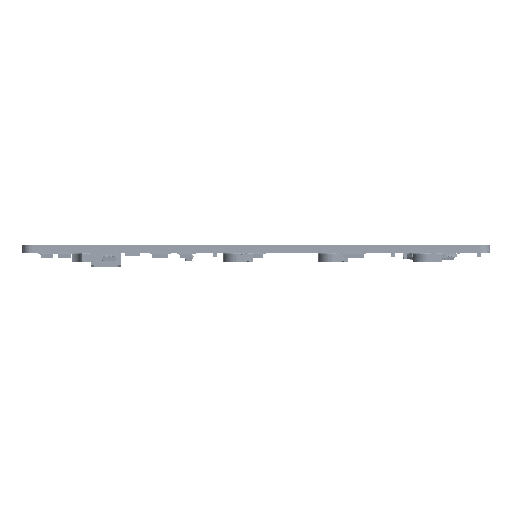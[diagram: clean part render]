
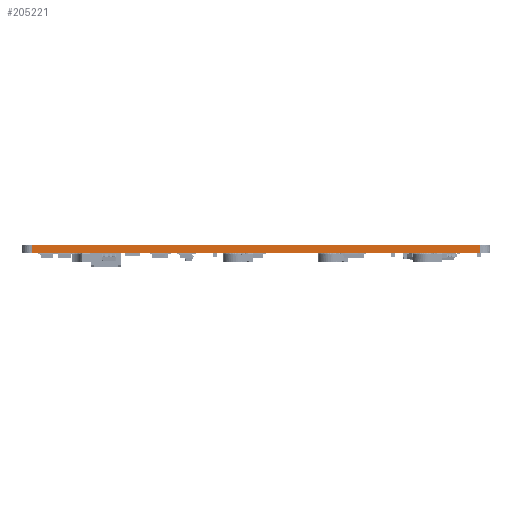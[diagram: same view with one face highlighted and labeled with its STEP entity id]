
A CAD part, left-side view. The second image highlights one B-rep face of the part: STEP entity #205221.
In plain terms, the highlighted planar face has unit normal (-1, 0, 0).
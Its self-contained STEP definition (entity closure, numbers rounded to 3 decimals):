
#180980 = PLANE('',#180981);
#180981 = AXIS2_PLACEMENT_3D('',#180982,#180983,#180984);
#180982 = CARTESIAN_POINT('',(171.875,-121.868,1.6));
#180983 = DIRECTION('',(0.,0.,1.));
#180984 = DIRECTION('',(1.,0.,-0.));
#181036 = PLANE('',#181037);
#181037 = AXIS2_PLACEMENT_3D('',#181038,#181039,#181040);
#181038 = CARTESIAN_POINT('',(171.875,-121.868,0.));
#181039 = DIRECTION('',(0.,0.,1.));
#181040 = DIRECTION('',(1.,0.,-0.));
#182461 = VERTEX_POINT('',#182462);
#182462 = CARTESIAN_POINT('',(29.53,-76.768,0.));
#182478 = SURFACE_OF_LINEAR_EXTRUSION('',#182479,#182484);
#182479 = B_SPLINE_CURVE_WITH_KNOTS('',3,(#182480,#182481,#182482,
    #182483),.UNSPECIFIED.,.F.,.F.,(4,4),(0.,1.),
  .PIECEWISE_BEZIER_KNOTS.);
#182480 = CARTESIAN_POINT('',(30.116,-75.354,0.));
#182481 = CARTESIAN_POINT('',(29.741,-75.729,0.));
#182482 = CARTESIAN_POINT('',(29.53,-76.238,0.));
#182483 = CARTESIAN_POINT('',(29.53,-76.768,0.));
#182484 = VECTOR('',#182485,1.);
#182485 = DIRECTION('',(-0.,-0.,-1.));
#182493 = EDGE_CURVE('',#182461,#182494,#182496,.T.);
#182494 = VERTEX_POINT('',#182495);
#182495 = CARTESIAN_POINT('',(29.53,-166.968,0.));
#182496 = SURFACE_CURVE('',#182497,(#182501,#182508),.PCURVE_S1.);
#182497 = LINE('',#182498,#182499);
#182498 = CARTESIAN_POINT('',(29.53,-76.768,0.));
#182499 = VECTOR('',#182500,1.);
#182500 = DIRECTION('',(0.,-1.,0.));
#182501 = PCURVE('',#181036,#182502);
#182502 = DEFINITIONAL_REPRESENTATION('',(#182503),#182507);
#182503 = LINE('',#182504,#182505);
#182504 = CARTESIAN_POINT('',(-142.345,45.1));
#182505 = VECTOR('',#182506,1.);
#182506 = DIRECTION('',(0.,-1.));
#182507 = ( GEOMETRIC_REPRESENTATION_CONTEXT(2) 
PARAMETRIC_REPRESENTATION_CONTEXT() REPRESENTATION_CONTEXT('2D SPACE',''
  ) );
#182508 = PCURVE('',#182509,#182514);
#182509 = PLANE('',#182510);
#182510 = AXIS2_PLACEMENT_3D('',#182511,#182512,#182513);
#182511 = CARTESIAN_POINT('',(29.53,-76.768,0.));
#182512 = DIRECTION('',(1.,0.,-0.));
#182513 = DIRECTION('',(0.,-1.,0.));
#182514 = DEFINITIONAL_REPRESENTATION('',(#182515),#182519);
#182515 = LINE('',#182516,#182517);
#182516 = CARTESIAN_POINT('',(0.,0.));
#182517 = VECTOR('',#182518,1.);
#182518 = DIRECTION('',(1.,0.));
#182519 = ( GEOMETRIC_REPRESENTATION_CONTEXT(2) 
PARAMETRIC_REPRESENTATION_CONTEXT() REPRESENTATION_CONTEXT('2D SPACE',''
  ) );
#182539 = SURFACE_OF_LINEAR_EXTRUSION('',#182540,#182545);
#182540 = B_SPLINE_CURVE_WITH_KNOTS('',3,(#182541,#182542,#182543,
    #182544),.UNSPECIFIED.,.F.,.F.,(4,4),(0.,1.),
  .PIECEWISE_BEZIER_KNOTS.);
#182541 = CARTESIAN_POINT('',(29.53,-166.968,0.));
#182542 = CARTESIAN_POINT('',(29.53,-167.498,0.));
#182543 = CARTESIAN_POINT('',(29.741,-168.007,0.));
#182544 = CARTESIAN_POINT('',(30.116,-168.382,0.));
#182545 = VECTOR('',#182546,1.);
#182546 = DIRECTION('',(-0.,-0.,-1.));
#194863 = VERTEX_POINT('',#194864);
#194864 = CARTESIAN_POINT('',(29.53,-76.768,1.6));
#194887 = EDGE_CURVE('',#194863,#194888,#194890,.T.);
#194888 = VERTEX_POINT('',#194889);
#194889 = CARTESIAN_POINT('',(29.53,-166.968,1.6));
#194890 = SURFACE_CURVE('',#194891,(#194895,#194902),.PCURVE_S1.);
#194891 = LINE('',#194892,#194893);
#194892 = CARTESIAN_POINT('',(29.53,-76.768,1.6));
#194893 = VECTOR('',#194894,1.);
#194894 = DIRECTION('',(0.,-1.,0.));
#194895 = PCURVE('',#180980,#194896);
#194896 = DEFINITIONAL_REPRESENTATION('',(#194897),#194901);
#194897 = LINE('',#194898,#194899);
#194898 = CARTESIAN_POINT('',(-142.345,45.1));
#194899 = VECTOR('',#194900,1.);
#194900 = DIRECTION('',(0.,-1.));
#194901 = ( GEOMETRIC_REPRESENTATION_CONTEXT(2) 
PARAMETRIC_REPRESENTATION_CONTEXT() REPRESENTATION_CONTEXT('2D SPACE',''
  ) );
#194902 = PCURVE('',#182509,#194903);
#194903 = DEFINITIONAL_REPRESENTATION('',(#194904),#194908);
#194904 = LINE('',#194905,#194906);
#194905 = CARTESIAN_POINT('',(0.,-1.6));
#194906 = VECTOR('',#194907,1.);
#194907 = DIRECTION('',(1.,0.));
#194908 = ( GEOMETRIC_REPRESENTATION_CONTEXT(2) 
PARAMETRIC_REPRESENTATION_CONTEXT() REPRESENTATION_CONTEXT('2D SPACE',''
  ) );
#205171 = EDGE_CURVE('',#182494,#194888,#205172,.T.);
#205172 = SURFACE_CURVE('',#205173,(#205177,#205184),.PCURVE_S1.);
#205173 = LINE('',#205174,#205175);
#205174 = CARTESIAN_POINT('',(29.53,-166.968,0.));
#205175 = VECTOR('',#205176,1.);
#205176 = DIRECTION('',(0.,0.,1.));
#205177 = PCURVE('',#182539,#205178);
#205178 = DEFINITIONAL_REPRESENTATION('',(#205179),#205183);
#205179 = LINE('',#205180,#205181);
#205180 = CARTESIAN_POINT('',(0.,0.));
#205181 = VECTOR('',#205182,1.);
#205182 = DIRECTION('',(0.,-1.));
#205183 = ( GEOMETRIC_REPRESENTATION_CONTEXT(2) 
PARAMETRIC_REPRESENTATION_CONTEXT() REPRESENTATION_CONTEXT('2D SPACE',''
  ) );
#205184 = PCURVE('',#182509,#205185);
#205185 = DEFINITIONAL_REPRESENTATION('',(#205186),#205190);
#205186 = LINE('',#205187,#205188);
#205187 = CARTESIAN_POINT('',(90.2,0.));
#205188 = VECTOR('',#205189,1.);
#205189 = DIRECTION('',(0.,-1.));
#205190 = ( GEOMETRIC_REPRESENTATION_CONTEXT(2) 
PARAMETRIC_REPRESENTATION_CONTEXT() REPRESENTATION_CONTEXT('2D SPACE',''
  ) );
#205221 = ADVANCED_FACE('',(#205222),#182509,.F.);
#205222 = FACE_BOUND('',#205223,.F.);
#205223 = EDGE_LOOP('',(#205224,#205245,#205246,#205247));
#205224 = ORIENTED_EDGE('',*,*,#205225,.T.);
#205225 = EDGE_CURVE('',#182461,#194863,#205226,.T.);
#205226 = SURFACE_CURVE('',#205227,(#205231,#205238),.PCURVE_S1.);
#205227 = LINE('',#205228,#205229);
#205228 = CARTESIAN_POINT('',(29.53,-76.768,0.));
#205229 = VECTOR('',#205230,1.);
#205230 = DIRECTION('',(0.,0.,1.));
#205231 = PCURVE('',#182509,#205232);
#205232 = DEFINITIONAL_REPRESENTATION('',(#205233),#205237);
#205233 = LINE('',#205234,#205235);
#205234 = CARTESIAN_POINT('',(0.,0.));
#205235 = VECTOR('',#205236,1.);
#205236 = DIRECTION('',(0.,-1.));
#205237 = ( GEOMETRIC_REPRESENTATION_CONTEXT(2) 
PARAMETRIC_REPRESENTATION_CONTEXT() REPRESENTATION_CONTEXT('2D SPACE',''
  ) );
#205238 = PCURVE('',#182478,#205239);
#205239 = DEFINITIONAL_REPRESENTATION('',(#205240),#205244);
#205240 = LINE('',#205241,#205242);
#205241 = CARTESIAN_POINT('',(1.,0.));
#205242 = VECTOR('',#205243,1.);
#205243 = DIRECTION('',(0.,-1.));
#205244 = ( GEOMETRIC_REPRESENTATION_CONTEXT(2) 
PARAMETRIC_REPRESENTATION_CONTEXT() REPRESENTATION_CONTEXT('2D SPACE',''
  ) );
#205245 = ORIENTED_EDGE('',*,*,#194887,.T.);
#205246 = ORIENTED_EDGE('',*,*,#205171,.F.);
#205247 = ORIENTED_EDGE('',*,*,#182493,.F.);
